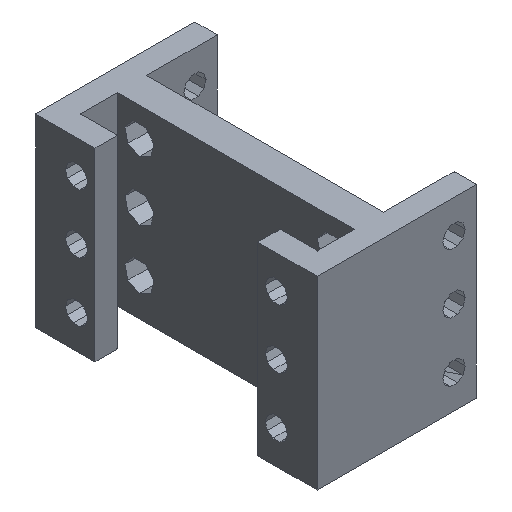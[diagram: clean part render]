
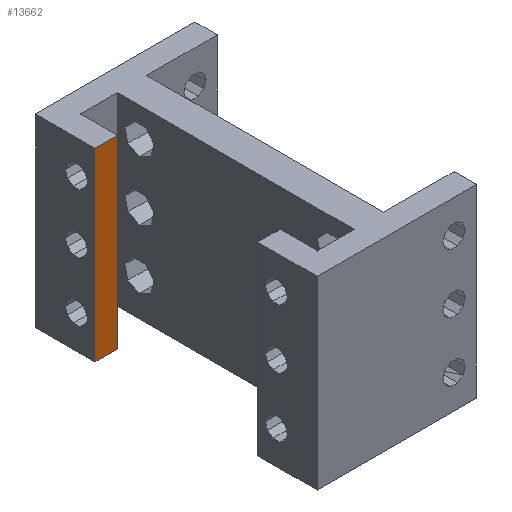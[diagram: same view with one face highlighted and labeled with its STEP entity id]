
A CAD part, isometric view. The second image highlights one B-rep face of the part: STEP entity #13662.
In plain terms, the highlighted planar face has unit normal (0, -1, 0).
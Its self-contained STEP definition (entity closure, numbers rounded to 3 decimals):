
#24 = VERTEX_POINT('',#25);
#25 = CARTESIAN_POINT('',(0.,-8.,25.));
#32 = PLANE('',#33);
#33 = AXIS2_PLACEMENT_3D('',#34,#35,#36);
#34 = CARTESIAN_POINT('',(0.,0.,25.));
#35 = DIRECTION('',(-1.,-0.,0.));
#36 = DIRECTION('',(-0.,0.,-1.));
#44 = PLANE('',#45);
#45 = AXIS2_PLACEMENT_3D('',#46,#47,#48);
#46 = CARTESIAN_POINT('',(0.,-38.,25.));
#47 = DIRECTION('',(0.,0.,1.));
#48 = DIRECTION('',(1.,0.,-0.));
#85 = VERTEX_POINT('',#86);
#86 = CARTESIAN_POINT('',(0.,-8.,0.));
#100 = PLANE('',#101);
#101 = AXIS2_PLACEMENT_3D('',#102,#103,#104);
#102 = CARTESIAN_POINT('',(9.445,-19.,0.));
#103 = DIRECTION('',(0.,0.,1.));
#104 = DIRECTION('',(1.,0.,0.));
#112 = EDGE_CURVE('',#85,#24,#113,.T.);
#113 = SURFACE_CURVE('',#114,(#118,#125),.PCURVE_S1.);
#114 = LINE('',#115,#116);
#115 = CARTESIAN_POINT('',(0.,-8.,0.));
#116 = VECTOR('',#117,1.);
#117 = DIRECTION('',(0.,0.,1.));
#118 = PCURVE('',#32,#119);
#119 = DEFINITIONAL_REPRESENTATION('',(#120),#124);
#120 = LINE('',#121,#122);
#121 = CARTESIAN_POINT('',(25.,8.));
#122 = VECTOR('',#123,1.);
#123 = DIRECTION('',(-1.,0.));
#124 = ( GEOMETRIC_REPRESENTATION_CONTEXT(2) 
PARAMETRIC_REPRESENTATION_CONTEXT() REPRESENTATION_CONTEXT('2D SPACE',''
  ) );
#125 = PCURVE('',#126,#131);
#126 = PLANE('',#127);
#127 = AXIS2_PLACEMENT_3D('',#128,#129,#130);
#128 = CARTESIAN_POINT('',(0.,-8.,0.));
#129 = DIRECTION('',(0.,-1.,0.));
#130 = DIRECTION('',(0.,-0.,-1.));
#131 = DEFINITIONAL_REPRESENTATION('',(#132),#136);
#132 = LINE('',#133,#134);
#133 = CARTESIAN_POINT('',(0.,0.));
#134 = VECTOR('',#135,1.);
#135 = DIRECTION('',(-1.,0.));
#136 = ( GEOMETRIC_REPRESENTATION_CONTEXT(2) 
PARAMETRIC_REPRESENTATION_CONTEXT() REPRESENTATION_CONTEXT('2D SPACE',''
  ) );
#1348 = VERTEX_POINT('',#1349);
#1349 = CARTESIAN_POINT('',(3.,-8.,0.));
#1363 = PLANE('',#1364);
#1364 = AXIS2_PLACEMENT_3D('',#1365,#1366,#1367);
#1365 = CARTESIAN_POINT('',(3.,-3.,25.));
#1366 = DIRECTION('',(1.,0.,0.));
#1367 = DIRECTION('',(-0.,0.,1.));
#1375 = EDGE_CURVE('',#1348,#85,#1376,.T.);
#1376 = SURFACE_CURVE('',#1377,(#1381,#1388),.PCURVE_S1.);
#1377 = LINE('',#1378,#1379);
#1378 = CARTESIAN_POINT('',(3.,-8.,0.));
#1379 = VECTOR('',#1380,1.);
#1380 = DIRECTION('',(-1.,0.,0.));
#1381 = PCURVE('',#100,#1382);
#1382 = DEFINITIONAL_REPRESENTATION('',(#1383),#1387);
#1383 = LINE('',#1384,#1385);
#1384 = CARTESIAN_POINT('',(-6.445,11.));
#1385 = VECTOR('',#1386,1.);
#1386 = DIRECTION('',(-1.,0.));
#1387 = ( GEOMETRIC_REPRESENTATION_CONTEXT(2) 
PARAMETRIC_REPRESENTATION_CONTEXT() REPRESENTATION_CONTEXT('2D SPACE',''
  ) );
#1388 = PCURVE('',#126,#1389);
#1389 = DEFINITIONAL_REPRESENTATION('',(#1390),#1394);
#1390 = LINE('',#1391,#1392);
#1391 = CARTESIAN_POINT('',(0.,3.));
#1392 = VECTOR('',#1393,1.);
#1393 = DIRECTION('',(-0.,-1.));
#1394 = ( GEOMETRIC_REPRESENTATION_CONTEXT(2) 
PARAMETRIC_REPRESENTATION_CONTEXT() REPRESENTATION_CONTEXT('2D SPACE',''
  ) );
#4411 = VERTEX_POINT('',#4412);
#4412 = CARTESIAN_POINT('',(3.,-8.,25.));
#4433 = EDGE_CURVE('',#1348,#4411,#4434,.T.);
#4434 = SURFACE_CURVE('',#4435,(#4439,#4446),.PCURVE_S1.);
#4435 = LINE('',#4436,#4437);
#4436 = CARTESIAN_POINT('',(3.,-8.,0.));
#4437 = VECTOR('',#4438,1.);
#4438 = DIRECTION('',(0.,0.,1.));
#4439 = PCURVE('',#1363,#4440);
#4440 = DEFINITIONAL_REPRESENTATION('',(#4441),#4445);
#4441 = LINE('',#4442,#4443);
#4442 = CARTESIAN_POINT('',(-25.,5.));
#4443 = VECTOR('',#4444,1.);
#4444 = DIRECTION('',(1.,0.));
#4445 = ( GEOMETRIC_REPRESENTATION_CONTEXT(2) 
PARAMETRIC_REPRESENTATION_CONTEXT() REPRESENTATION_CONTEXT('2D SPACE',''
  ) );
#4446 = PCURVE('',#126,#4447);
#4447 = DEFINITIONAL_REPRESENTATION('',(#4448),#4452);
#4448 = LINE('',#4449,#4450);
#4449 = CARTESIAN_POINT('',(0.,3.));
#4450 = VECTOR('',#4451,1.);
#4451 = DIRECTION('',(-1.,0.));
#4452 = ( GEOMETRIC_REPRESENTATION_CONTEXT(2) 
PARAMETRIC_REPRESENTATION_CONTEXT() REPRESENTATION_CONTEXT('2D SPACE',''
  ) );
#10152 = EDGE_CURVE('',#24,#4411,#10153,.T.);
#10153 = SURFACE_CURVE('',#10154,(#10158,#10165),.PCURVE_S1.);
#10154 = LINE('',#10155,#10156);
#10155 = CARTESIAN_POINT('',(0.,-8.,25.));
#10156 = VECTOR('',#10157,1.);
#10157 = DIRECTION('',(1.,0.,0.));
#10158 = PCURVE('',#44,#10159);
#10159 = DEFINITIONAL_REPRESENTATION('',(#10160),#10164);
#10160 = LINE('',#10161,#10162);
#10161 = CARTESIAN_POINT('',(0.,30.));
#10162 = VECTOR('',#10163,1.);
#10163 = DIRECTION('',(1.,0.));
#10164 = ( GEOMETRIC_REPRESENTATION_CONTEXT(2) 
PARAMETRIC_REPRESENTATION_CONTEXT() REPRESENTATION_CONTEXT('2D SPACE',''
  ) );
#10165 = PCURVE('',#126,#10166);
#10166 = DEFINITIONAL_REPRESENTATION('',(#10167),#10171);
#10167 = LINE('',#10168,#10169);
#10168 = CARTESIAN_POINT('',(-25.,0.));
#10169 = VECTOR('',#10170,1.);
#10170 = DIRECTION('',(0.,1.));
#10171 = ( GEOMETRIC_REPRESENTATION_CONTEXT(2) 
PARAMETRIC_REPRESENTATION_CONTEXT() REPRESENTATION_CONTEXT('2D SPACE',''
  ) );
#13662 = ADVANCED_FACE('',(#13663),#126,.T.);
#13663 = FACE_BOUND('',#13664,.T.);
#13664 = EDGE_LOOP('',(#13665,#13666,#13667,#13668));
#13665 = ORIENTED_EDGE('',*,*,#112,.F.);
#13666 = ORIENTED_EDGE('',*,*,#1375,.F.);
#13667 = ORIENTED_EDGE('',*,*,#4433,.T.);
#13668 = ORIENTED_EDGE('',*,*,#10152,.F.);
